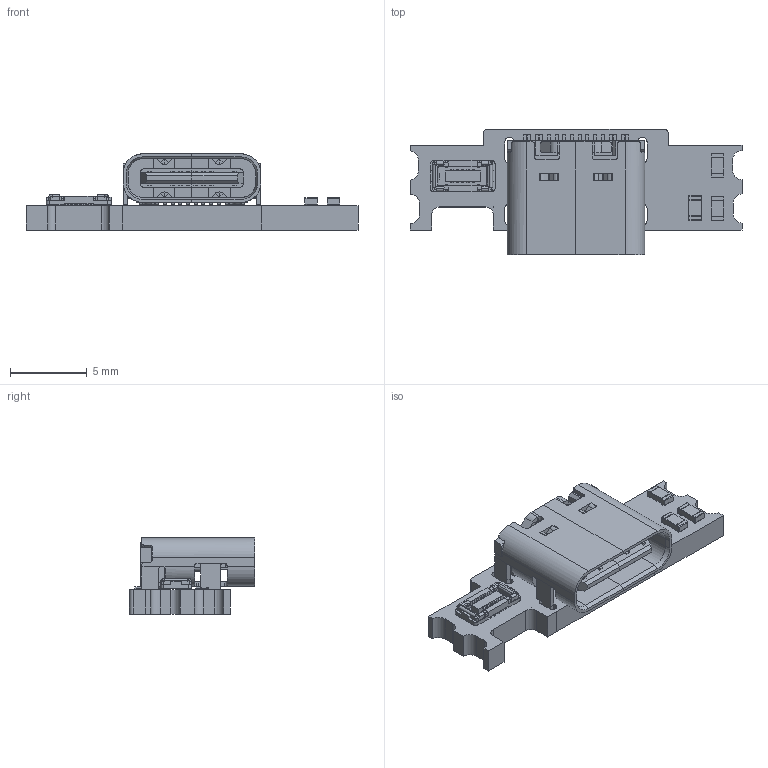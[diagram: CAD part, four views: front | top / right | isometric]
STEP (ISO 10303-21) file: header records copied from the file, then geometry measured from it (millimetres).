
FILE_DESCRIPTION(('KiCad electronic assembly'),'2;1');
FILE_NAME('iPod_USB-C_PCB.step','2025-04-20T18:48:01',('Pcbnew'),( 'Kicad'),'Open CASCADE STEP processor 7.7','KiCad to STEP converter' ,'Unknown');
FILE_SCHEMA(('AUTOMOTIVE_DESIGN { 1 0 10303 214 1 1 1 1 }'));
Length unit declared in the file: millimetre
Products named in the file (8): iPod_USB-C_PCB 1; R_0603_1608Metric; USB_C_Receptacle_GCT_USB4105-xx-A_16P_TopMnt_Horizontal; USB_C_Receptacle_16P_TopMnt_Horizontal_GCT_USB4105-xx-A; 5052701012; 5052701012wbm000_01; iPod_USB-C_PCB_PCB
Assembly tree (9 placements, depth 3):
  iPod_USB-C_PCB 1
    R_0603_1608Metric  x3
      R_0603_1608Metric
    USB_C_Receptacle_GCT_USB4105-xx-A_16P_TopMnt_Horizontal
      USB_C_Receptacle_16P_TopMnt_Horizontal_GCT_USB4105-xx-A
    5052701012
      5052701012wbm000_01
    iPod_USB-C_PCB_PCB
Bounding box: 21.57 x 8.15 x 4.96 mm (x, y, z)
Volume: 312.9 mm3; surface area: 945.7 mm2
Topology: 41 solids, 41 shells, 1184 faces, 3107 edges, 2014 vertices
Faces by surface type: plane 903, cylinder 273, cone 8
Full cylindrical faces by diameter (mm): 0.02 x1, 0.5 x2, 0.65 x2
Entity records: 39611 total; most frequent: CARTESIAN_POINT 6143, ORIENTED_EDGE 5942, DIRECTION 5763, EDGE_CURVE 2971, LINE 2439, VECTOR 2439, VERTEX_POINT 1926, AXIS2_PLACEMENT_3D 1662
